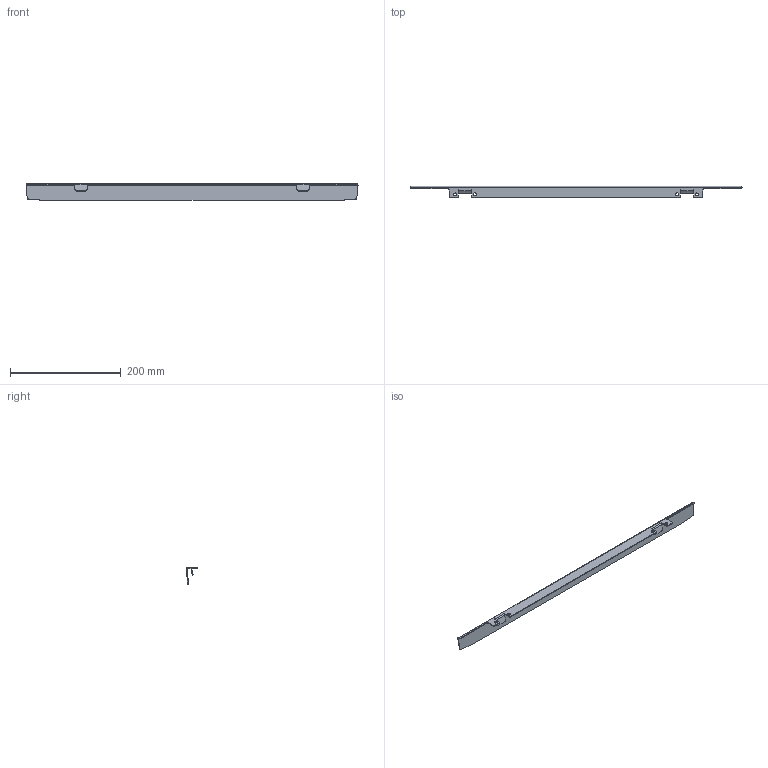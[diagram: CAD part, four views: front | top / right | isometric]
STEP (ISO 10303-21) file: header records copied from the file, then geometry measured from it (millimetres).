
FILE_DESCRIPTION (( 'STEP AP214' ), '1' );
FILE_NAME ('RCS_ARCA_4060.STEP', '2015-07-29T06:08:56', ( '' ), ( '' ), 'SwSTEP 2.0', 'SolidWorks 2014', '' );
FILE_SCHEMA (( 'AUTOMOTIVE_DESIGN' ));
Length unit declared in the file: millimetre
Products named in the file (1): RCS_ARCA_4060
Bounding box: 598.2 x 20.39 x 29.92 mm (x, y, z)
Volume: 39339.6 mm3; surface area: 54635.8 mm2
Topology: 1 solids, 1 shells, 78 faces, 204 edges, 128 vertices
Faces by surface type: plane 46, cylinder 32
Entity records: 2430 total; most frequent: DIRECTION 426, CARTESIAN_POINT 411, ORIENTED_EDGE 408, EDGE_CURVE 204, AXIS2_PLACEMENT_3D 143, VECTOR 140, LINE 140, VERTEX_POINT 128
